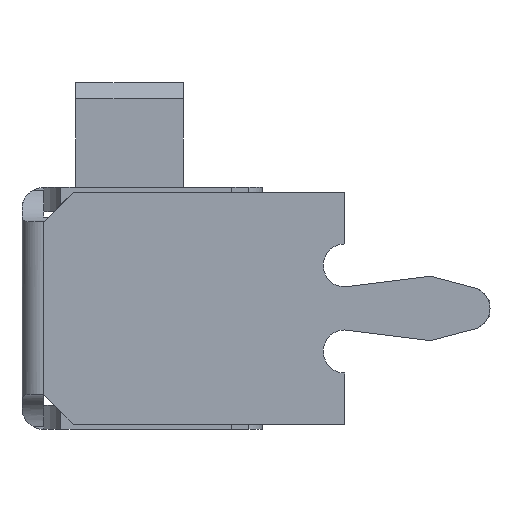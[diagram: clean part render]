
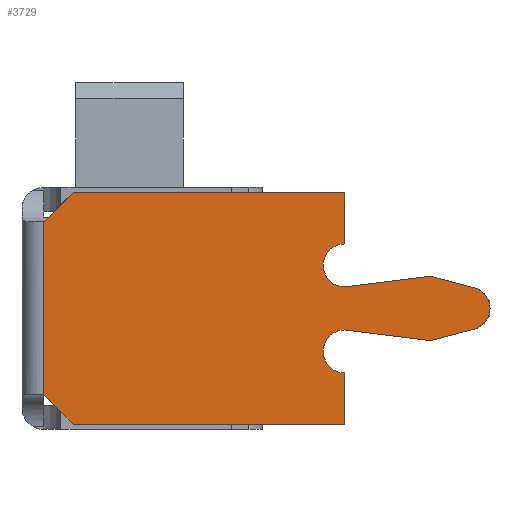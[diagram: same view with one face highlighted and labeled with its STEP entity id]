
A CAD part, left-side view. The second image highlights one B-rep face of the part: STEP entity #3729.
In plain terms, the highlighted planar face has unit normal (-1, 0, 0).
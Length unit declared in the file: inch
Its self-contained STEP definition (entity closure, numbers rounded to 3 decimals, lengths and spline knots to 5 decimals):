
#15 = CARTESIAN_POINT ( 'NONE',  ( -0.15236, 0.10367, 0.4252 ) ) ;
#41 = LINE ( 'NONE', #15, #2446 ) ;
#84 = CARTESIAN_POINT ( 'NONE',  ( -0.15236, 0.10367, 0.4252 ) ) ;
#91 = AXIS2_PLACEMENT_3D ( 'NONE', #203, #1076, #5122 ) ;
#116 = CARTESIAN_POINT ( 'NONE',  ( -0.15236, 0.10367, 0.27565 ) ) ;
#117 = FACE_OUTER_BOUND ( 'NONE', #3188, .T. ) ;
#203 = CARTESIAN_POINT ( 'NONE',  ( -0.15236, -0.20736, 0.33858 ) ) ;
#253 = DIRECTION ( 'NONE',  ( 0., -0.966, 0.257 ) ) ;
#267 = VECTOR ( 'NONE', #2583, 39.37008 ) ;
#288 = VERTEX_POINT ( 'NONE', #2015 ) ;
#292 = VERTEX_POINT ( 'NONE', #2962 ) ;
#329 = VERTEX_POINT ( 'NONE', #4209 ) ;
#387 = CARTESIAN_POINT ( 'NONE',  ( -0.15236, -0.22311, 0.33858 ) ) ;
#504 = EDGE_CURVE ( 'NONE', #329, #4326, #3001, .T. ) ;
#546 = VECTOR ( 'NONE', #4632, 39.37008 ) ;
#550 = CIRCLE ( 'NONE', #3753, 0.01575 ) ;
#577 = EDGE_CURVE ( 'NONE', #4380, #2520, #2387, .T. ) ;
#638 = EDGE_CURVE ( 'NONE', #995, #2204, #4937, .T. ) ;
#647 = VECTOR ( 'NONE', #780, 39.37008 ) ;
#675 = CARTESIAN_POINT ( 'NONE',  ( -0.15236, -0.11681, 0.30709 ) ) ;
#686 = EDGE_CURVE ( 'NONE', #2204, #2520, #41, .T. ) ;
#746 = ORIENTED_EDGE ( 'NONE', *, *, #3528, .T. ) ;
#780 = DIRECTION ( 'NONE',  ( 0., -1., 0. ) ) ;
#907 = ORIENTED_EDGE ( 'NONE', *, *, #3990, .T. ) ;
#964 = EDGE_CURVE ( 'NONE', #4380, #1478, #4617, .T. ) ;
#995 = VERTEX_POINT ( 'NONE', #4069 ) ;
#1076 = DIRECTION ( 'NONE',  ( -1., 0., 0. ) ) ;
#1137 = CARTESIAN_POINT ( 'NONE',  ( -0.15236, -0.11681, 0.30709 ) ) ;
#1206 = ORIENTED_EDGE ( 'NONE', *, *, #577, .F. ) ;
#1388 = DIRECTION ( 'NONE',  ( 0., 0., 1. ) ) ;
#1396 = CARTESIAN_POINT ( 'NONE',  ( -0.15236, -0.11681, 0.37008 ) ) ;
#1427 = PLANE ( 'NONE',  #3661 ) ;
#1478 = VERTEX_POINT ( 'NONE', #2072 ) ;
#1551 = ORIENTED_EDGE ( 'NONE', *, *, #4058, .T. ) ;
#1679 = CARTESIAN_POINT ( 'NONE',  ( -0.15236, 0.11287, 0.35154 ) ) ;
#1696 = CARTESIAN_POINT ( 'NONE',  ( -0.15236, -0.11681, 0.25394 ) ) ;
#1728 = DIRECTION ( 'NONE',  ( -1., 0., 0. ) ) ;
#1767 = DIRECTION ( 'NONE',  ( 0., 0., -1. ) ) ;
#1769 = ORIENTED_EDGE ( 'NONE', *, *, #686, .T. ) ;
#1930 = CARTESIAN_POINT ( 'NONE',  ( -0.15236, -0.1798, 0.3622 ) ) ;
#1946 = EDGE_CURVE ( 'NONE', #4809, #288, #4316, .T. ) ;
#1985 = VERTEX_POINT ( 'NONE', #3505 ) ;
#2015 = CARTESIAN_POINT ( 'NONE',  ( -0.15236, -0.11681, 0.35433 ) ) ;
#2072 = CARTESIAN_POINT ( 'NONE',  ( -0.15236, 0.08201, 0.25394 ) ) ;
#2101 = ORIENTED_EDGE ( 'NONE', *, *, #1946, .T. ) ;
#2147 = CARTESIAN_POINT ( 'NONE',  ( -0.15236, 0.09155, 0.32829 ) ) ;
#2158 = CARTESIAN_POINT ( 'NONE',  ( -0.15236, -0.06563, 0.42323 ) ) ;
#2181 = EDGE_CURVE ( 'NONE', #292, #329, #4193, .T. ) ;
#2190 = EDGE_CURVE ( 'NONE', #4326, #1985, #5607, .T. ) ;
#2204 = VERTEX_POINT ( 'NONE', #5558 ) ;
#2206 = VERTEX_POINT ( 'NONE', #3755 ) ;
#2277 = CARTESIAN_POINT ( 'NONE',  ( -0.15236, 0.10367, 0.27559 ) ) ;
#2308 = CARTESIAN_POINT ( 'NONE',  ( -0.15236, -0.11681, 0.42323 ) ) ;
#2323 = VERTEX_POINT ( 'NONE', #1696 ) ;
#2376 = AXIS2_PLACEMENT_3D ( 'NONE', #5365, #2803, #5036 ) ;
#2387 = LINE ( 'NONE', #3189, #4111 ) ;
#2446 = VECTOR ( 'NONE', #1767, 39.37008 ) ;
#2520 = VERTEX_POINT ( 'NONE', #116 ) ;
#2583 = DIRECTION ( 'NONE',  ( 0., 0.992, -0.124 ) ) ;
#2605 = ORIENTED_EDGE ( 'NONE', *, *, #638, .T. ) ;
#2642 = VECTOR ( 'NONE', #4534, 39.37008 ) ;
#2763 = ORIENTED_EDGE ( 'NONE', *, *, #4427, .F. ) ;
#2803 = DIRECTION ( 'NONE',  ( 1., 0., 0. ) ) ;
#2823 = VECTOR ( 'NONE', #4040, 39.37008 ) ;
#2883 = DIRECTION ( 'NONE',  ( 1., 0., 0. ) ) ;
#2893 = DIRECTION ( 'NONE',  ( 1., 0., 0. ) ) ;
#2953 = LINE ( 'NONE', #4314, #546 ) ;
#2962 = CARTESIAN_POINT ( 'NONE',  ( -0.15236, -0.1798, 0.31496 ) ) ;
#3001 = CIRCLE ( 'NONE', #5044, 0.01575 ) ;
#3010 = CIRCLE ( 'NONE', #4967, 0.01575 ) ;
#3025 = EDGE_CURVE ( 'NONE', #1985, #4809, #3685, .T. ) ;
#3096 = VECTOR ( 'NONE', #4502, 39.37008 ) ;
#3156 = DIRECTION ( 'NONE',  ( 1., 0., 0. ) ) ;
#3183 = DIRECTION ( 'NONE',  ( 0., 1., 0. ) ) ;
#3188 = EDGE_LOOP ( 'NONE', ( #3903, #5390, #4151, #3215, #746, #907, #3682, #4650, #3525, #5566, #2101, #4006, #1551, #4369, #2763, #2605, #1769, #1206 ) ) ;
#3189 = CARTESIAN_POINT ( 'NONE',  ( -0.15236, 0.10367, 0.4252 ) ) ;
#3215 = ORIENTED_EDGE ( 'NONE', *, *, #4231, .T. ) ;
#3285 = DIRECTION ( 'NONE',  ( 0., 1., 0. ) ) ;
#3452 = EDGE_CURVE ( 'NONE', #2323, #1478, #2953, .T. ) ;
#3484 = DIRECTION ( 'NONE',  ( 0., -1., 0. ) ) ;
#3505 = CARTESIAN_POINT ( 'NONE',  ( -0.15236, -0.21202, 0.35363 ) ) ;
#3525 = ORIENTED_EDGE ( 'NONE', *, *, #2190, .T. ) ;
#3528 = EDGE_CURVE ( 'NONE', #5420, #3548, #3010, .T. ) ;
#3548 = VERTEX_POINT ( 'NONE', #3987 ) ;
#3611 = DIRECTION ( 'NONE',  ( 1., 0., 0. ) ) ;
#3613 = VERTEX_POINT ( 'NONE', #3961 ) ;
#3648 = CARTESIAN_POINT ( 'NONE',  ( -0.15236, 0.08004, 0.4252 ) ) ;
#3661 = AXIS2_PLACEMENT_3D ( 'NONE', #84, #3156, #3183 ) ;
#3671 = CARTESIAN_POINT ( 'NONE',  ( -0.15236, -0.11681, 0.29134 ) ) ;
#3674 = EDGE_CURVE ( 'NONE', #288, #4309, #4876, .T. ) ;
#3682 = ORIENTED_EDGE ( 'NONE', *, *, #2181, .T. ) ;
#3685 = LINE ( 'NONE', #1930, #2642 ) ;
#3729 = ADVANCED_FACE ( 'NONE', ( #117 ), #1427, .F. ) ;
#3737 = EDGE_CURVE ( 'NONE', #2323, #3613, #4524, .T. ) ;
#3753 = AXIS2_PLACEMENT_3D ( 'NONE', #675, #2883, #3285 ) ;
#3755 = CARTESIAN_POINT ( 'NONE',  ( -0.15236, -0.11681, 0.42323 ) ) ;
#3781 = CARTESIAN_POINT ( 'NONE',  ( -0.15236, -0.21202, 0.32354 ) ) ;
#3837 = VECTOR ( 'NONE', #4930, 39.37008 ) ;
#3844 = AXIS2_PLACEMENT_3D ( 'NONE', #1396, #3611, #4131 ) ;
#3903 = ORIENTED_EDGE ( 'NONE', *, *, #964, .T. ) ;
#3961 = CARTESIAN_POINT ( 'NONE',  ( -0.15236, -0.11681, 0.29134 ) ) ;
#3987 = CARTESIAN_POINT ( 'NONE',  ( -0.15236, -0.11681, 0.32283 ) ) ;
#3990 = EDGE_CURVE ( 'NONE', #3548, #292, #5637, .T. ) ;
#4006 = ORIENTED_EDGE ( 'NONE', *, *, #3674, .T. ) ;
#4040 = DIRECTION ( 'NONE',  ( 0., -0.707, -0.707 ) ) ;
#4058 = EDGE_CURVE ( 'NONE', #4309, #5489, #5341, .T. ) ;
#4069 = CARTESIAN_POINT ( 'NONE',  ( -0.15236, 0.08201, 0.42323 ) ) ;
#4111 = VECTOR ( 'NONE', #4970, 39.37008 ) ;
#4131 = DIRECTION ( 'NONE',  ( 0., 1., 0. ) ) ;
#4151 = ORIENTED_EDGE ( 'NONE', *, *, #3737, .T. ) ;
#4193 = LINE ( 'NONE', #3781, #4408 ) ;
#4209 = CARTESIAN_POINT ( 'NONE',  ( -0.15236, -0.21202, 0.32354 ) ) ;
#4231 = EDGE_CURVE ( 'NONE', #3613, #5420, #550, .T. ) ;
#4294 = CARTESIAN_POINT ( 'NONE',  ( -0.15236, -0.10106, 0.30709 ) ) ;
#4309 = VERTEX_POINT ( 'NONE', #5261 ) ;
#4314 = CARTESIAN_POINT ( 'NONE',  ( -0.15236, 0.08201, 0.25394 ) ) ;
#4316 = LINE ( 'NONE', #2147, #267 ) ;
#4326 = VERTEX_POINT ( 'NONE', #387 ) ;
#4331 = CARTESIAN_POINT ( 'NONE',  ( -0.15236, -0.11681, 0.38583 ) ) ;
#4342 = CARTESIAN_POINT ( 'NONE',  ( -0.15236, -0.1798, 0.3622 ) ) ;
#4369 = ORIENTED_EDGE ( 'NONE', *, *, #4489, .T. ) ;
#4380 = VERTEX_POINT ( 'NONE', #4382 ) ;
#4382 = CARTESIAN_POINT ( 'NONE',  ( -0.15236, 0.10367, 0.27559 ) ) ;
#4408 = VECTOR ( 'NONE', #253, 39.37008 ) ;
#4427 = EDGE_CURVE ( 'NONE', #995, #2206, #5631, .T. ) ;
#4489 = EDGE_CURVE ( 'NONE', #5489, #2206, #4889, .T. ) ;
#4502 = DIRECTION ( 'NONE',  ( 0., 0.707, -0.707 ) ) ;
#4511 = VECTOR ( 'NONE', #1388, 39.37008 ) ;
#4524 = LINE ( 'NONE', #3671, #3837 ) ;
#4534 = DIRECTION ( 'NONE',  ( 0., 0.966, 0.257 ) ) ;
#4617 = LINE ( 'NONE', #2277, #2823 ) ;
#4632 = DIRECTION ( 'NONE',  ( 0., 1., 0. ) ) ;
#4650 = ORIENTED_EDGE ( 'NONE', *, *, #504, .T. ) ;
#4658 = DIRECTION ( 'NONE',  ( 0., 1., 0. ) ) ;
#4785 = VECTOR ( 'NONE', #5206, 39.37008 ) ;
#4809 = VERTEX_POINT ( 'NONE', #4342 ) ;
#4876 = CIRCLE ( 'NONE', #2376, 0.01575 ) ;
#4889 = LINE ( 'NONE', #2308, #4511 ) ;
#4930 = DIRECTION ( 'NONE',  ( 0., 0., 1. ) ) ;
#4937 = LINE ( 'NONE', #3648, #3096 ) ;
#4967 = AXIS2_PLACEMENT_3D ( 'NONE', #1137, #2893, #4658 ) ;
#4970 = DIRECTION ( 'NONE',  ( 0., 0., 1. ) ) ;
#5036 = DIRECTION ( 'NONE',  ( 0., 1., 0. ) ) ;
#5044 = AXIS2_PLACEMENT_3D ( 'NONE', #5285, #1728, #3484 ) ;
#5122 = DIRECTION ( 'NONE',  ( 0., -1., 0. ) ) ;
#5206 = DIRECTION ( 'NONE',  ( 0., -0.992, -0.124 ) ) ;
#5261 = CARTESIAN_POINT ( 'NONE',  ( -0.15236, -0.10106, 0.37008 ) ) ;
#5285 = CARTESIAN_POINT ( 'NONE',  ( -0.15236, -0.20736, 0.33858 ) ) ;
#5341 = CIRCLE ( 'NONE', #3844, 0.01575 ) ;
#5365 = CARTESIAN_POINT ( 'NONE',  ( -0.15236, -0.11681, 0.37008 ) ) ;
#5390 = ORIENTED_EDGE ( 'NONE', *, *, #3452, .F. ) ;
#5420 = VERTEX_POINT ( 'NONE', #4294 ) ;
#5489 = VERTEX_POINT ( 'NONE', #4331 ) ;
#5558 = CARTESIAN_POINT ( 'NONE',  ( -0.15236, 0.10367, 0.40157 ) ) ;
#5566 = ORIENTED_EDGE ( 'NONE', *, *, #3025, .T. ) ;
#5607 = CIRCLE ( 'NONE', #91, 0.01575 ) ;
#5631 = LINE ( 'NONE', #2158, #647 ) ;
#5637 = LINE ( 'NONE', #1679, #4785 ) ;
